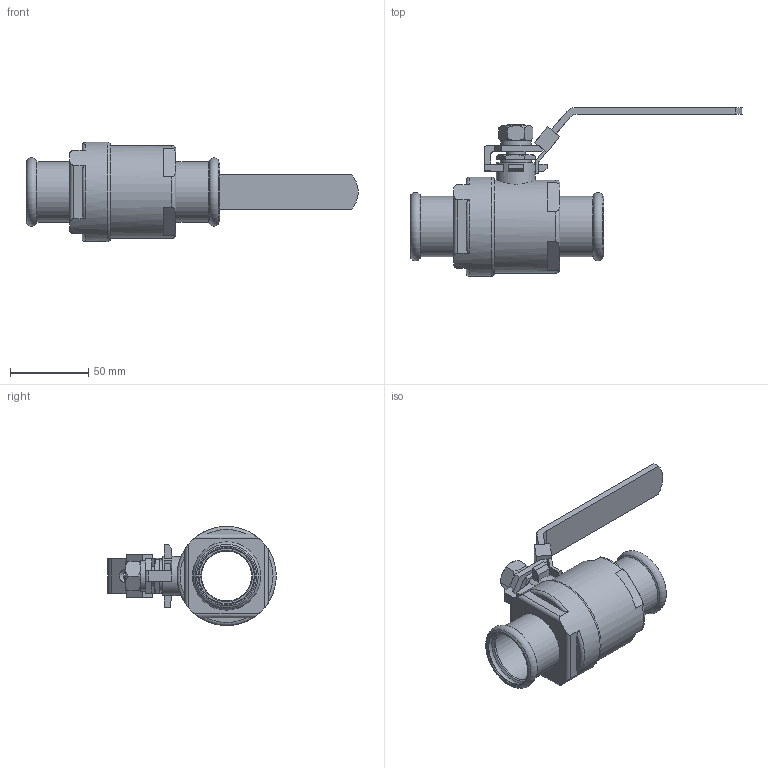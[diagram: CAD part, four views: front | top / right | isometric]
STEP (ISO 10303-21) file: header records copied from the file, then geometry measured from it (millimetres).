
FILE_DESCRIPTION(/* description */ ('Unknown'),/* implementation_level */ '2;1');
FILE_NAME(/* name */ '20210408-P-621-DN32',/* time_stamp */ '2021-04-08T18:23:05+08:00',/* author */ ('Unknown'),/* organization */ ('Unknown'),/* preprocessor_version */ 'ST-DEVELOPER v16.7',/* originating_system */ 'DEX',/* authorisation */ $);
FILE_SCHEMA (('AUTOMOTIVE_DESIGN {1 0 10303 214 3 1 1}'));
Length unit declared in the file: millimetre
Products named in the file (1): V-2AS DN32
Bounding box: 212.65 x 107.8 x 63.5 mm (x, y, z)
Volume: 181491.3 mm3; surface area: 53207.8 mm2
Topology: 1 solids, 1 shells, 263 faces, 840 edges, 564 vertices
Faces by surface type: plane 115, cylinder 71, bspline 40, torus 19, cone 18
Full cylindrical faces by diameter (mm): 8 x1, 12 x1, 12.5 x1, 20 x1, 25 x1, 32 x1, 35.4 x2, 35.8 x2, 38.6 x2, 59.6 x1, 63.5 x1
Entity records: 12810 total; most frequent: CARTESIAN_POINT 6249, ORIENTED_EDGE 1588, DIRECTION 1048, EDGE_CURVE 794, VERTEX_POINT 556, AXIS2_PLACEMENT_3D 353, LINE 342, VECTOR 342
